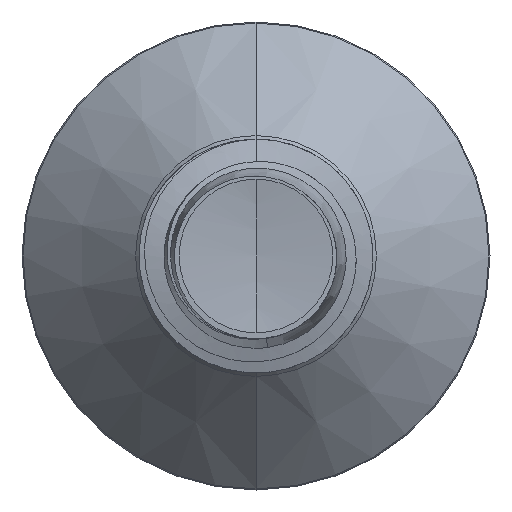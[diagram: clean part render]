
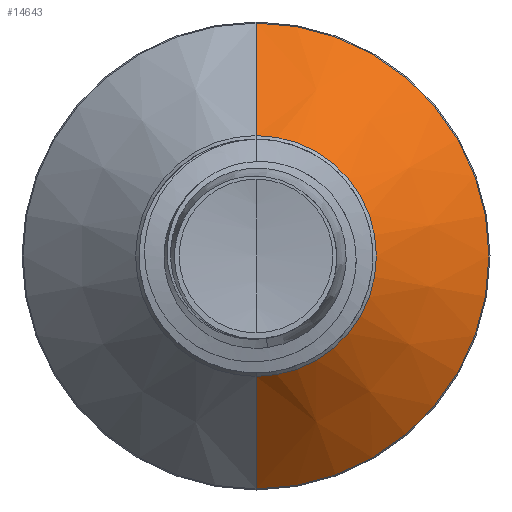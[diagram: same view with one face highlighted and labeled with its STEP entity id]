
A CAD part, front view. The second image highlights one B-rep face of the part: STEP entity #14643.
In plain terms, the highlighted conical face has half-angle 45 degrees and reference radius 3.088 mm.
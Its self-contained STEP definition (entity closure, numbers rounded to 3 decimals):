
#122 = VECTOR ( 'NONE', #7647, 1000. ) ;
#371 = VERTEX_POINT ( 'NONE', #13172 ) ;
#400 = VERTEX_POINT ( 'NONE', #9322 ) ;
#461 = EDGE_CURVE ( 'NONE', #10060, #4381, #3750, .T. ) ;
#1584 = AXIS2_PLACEMENT_3D ( 'NONE', #10477, #8460, #8755 ) ;
#1603 = ORIENTED_EDGE ( 'NONE', *, *, #461, .F. ) ;
#1776 = FACE_OUTER_BOUND ( 'NONE', #12716, .T. ) ;
#1806 = EDGE_CURVE ( 'NONE', #400, #371, #11597, .T. ) ;
#2162 = AXIS2_PLACEMENT_3D ( 'NONE', #4276, #4260, #4244 ) ;
#2438 = ORIENTED_EDGE ( 'NONE', *, *, #14470, .F. ) ;
#3314 = LINE ( 'NONE', #7755, #122 ) ;
#3750 = CIRCLE ( 'NONE', #1584, 5.974 ) ;
#4244 = DIRECTION ( 'NONE',  ( 0., 0., 1. ) ) ;
#4260 = DIRECTION ( 'NONE',  ( 0., 1., 0. ) ) ;
#4268 = DIRECTION ( 'NONE',  ( 0., 0., 1. ) ) ;
#4276 = CARTESIAN_POINT ( 'NONE',  ( 0., 5.239, 0. ) ) ;
#4381 = VERTEX_POINT ( 'NONE', #8381 ) ;
#4521 = CONICAL_SURFACE ( 'NONE', #7226, 3.089, 0.785 ) ;
#4759 = EDGE_CURVE ( 'NONE', #371, #4381, #3314, .T. ) ;
#5493 = ORIENTED_EDGE ( 'NONE', *, *, #1806, .T. ) ;
#5625 = DIRECTION ( 'NONE',  ( 0., 1., 0. ) ) ;
#5798 = VECTOR ( 'NONE', #6287, 1000. ) ;
#6287 = DIRECTION ( 'NONE',  ( 0., 0.707, 0.707 ) ) ;
#6433 = ORIENTED_EDGE ( 'NONE', *, *, #4759, .T. ) ;
#6935 = CARTESIAN_POINT ( 'NONE',  ( 0., 5.239, 0. ) ) ;
#7226 = AXIS2_PLACEMENT_3D ( 'NONE', #6935, #5625, #4268 ) ;
#7647 = DIRECTION ( 'NONE',  ( 0., 0.707, -0.707 ) ) ;
#7755 = CARTESIAN_POINT ( 'NONE',  ( 0., 5.239, -3.089 ) ) ;
#8304 = CARTESIAN_POINT ( 'NONE',  ( 0., 8.124, 5.974 ) ) ;
#8381 = CARTESIAN_POINT ( 'NONE',  ( 0., 8.124, -5.974 ) ) ;
#8460 = DIRECTION ( 'NONE',  ( 0., 1., 0. ) ) ;
#8755 = DIRECTION ( 'NONE',  ( 0., 0., 1. ) ) ;
#9322 = CARTESIAN_POINT ( 'NONE',  ( 0., 5.239, 3.089 ) ) ;
#10060 = VERTEX_POINT ( 'NONE', #8304 ) ;
#10477 = CARTESIAN_POINT ( 'NONE',  ( 0., 8.124, 0. ) ) ;
#11597 = CIRCLE ( 'NONE', #2162, 3.089 ) ;
#12716 = EDGE_LOOP ( 'NONE', ( #5493, #6433, #1603, #2438 ) ) ;
#13172 = CARTESIAN_POINT ( 'NONE',  ( 0., 5.239, -3.089 ) ) ;
#14470 = EDGE_CURVE ( 'NONE', #400, #10060, #15163, .T. ) ;
#14643 = ADVANCED_FACE ( 'NONE', ( #1776 ), #4521, .T. ) ;
#15163 = LINE ( 'NONE', #15483, #5798 ) ;
#15483 = CARTESIAN_POINT ( 'NONE',  ( 0., 5.239, 3.089 ) ) ;
